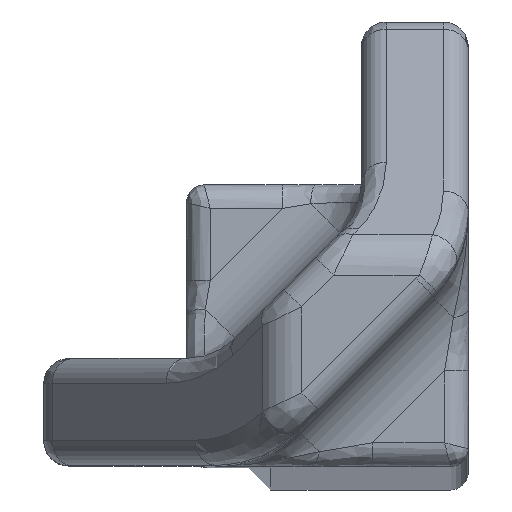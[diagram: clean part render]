
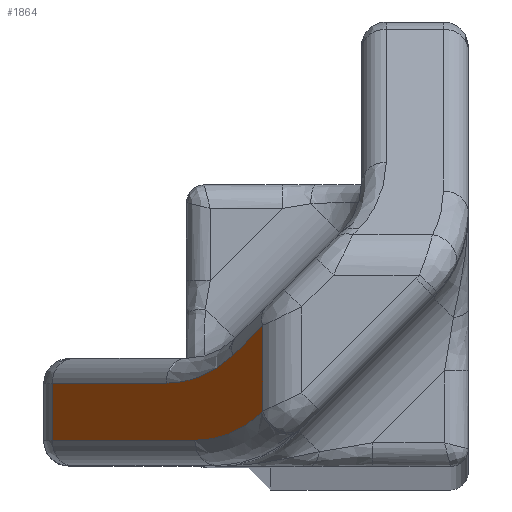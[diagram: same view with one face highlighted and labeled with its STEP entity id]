
A CAD part, top view. The second image highlights one B-rep face of the part: STEP entity #1864.
In plain terms, the highlighted planar face has unit normal (-0.819, 0, 0.574).
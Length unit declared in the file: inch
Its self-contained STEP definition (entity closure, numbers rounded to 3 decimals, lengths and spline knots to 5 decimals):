
#438=DIRECTION('',(-0.574,0.,-0.819));
#439=VECTOR('',#438,0.20905);
#440=CARTESIAN_POINT('',(-0.11136,-0.0975,2.14157));
#441=LINE('',#440,#439);
#442=DIRECTION('',(0.,1.,0.));
#443=VECTOR('',#442,0.048);
#444=CARTESIAN_POINT('',(-0.23127,-0.0975,1.97033));
#445=LINE('',#444,#443);
#446=DIRECTION('',(-0.574,0.,-0.819));
#447=VECTOR('',#446,0.16661);
#448=CARTESIAN_POINT('',(-0.1357,-0.0495,2.10681));
#449=LINE('',#448,#447);
#450=CARTESIAN_POINT('',(-0.07947,-0.02621,
2.18711));
#451=CARTESIAN_POINT('',(-0.08115,-0.02788,
2.18473));
#452=CARTESIAN_POINT('',(-0.08464,-0.03108,
2.17974));
#453=CARTESIAN_POINT('',(-0.09039,-0.03546,
2.17152));
#454=CARTESIAN_POINT('',(-0.09649,-0.03928,
2.16281));
#455=CARTESIAN_POINT('',(-0.10283,-0.0425,
2.15376));
#456=CARTESIAN_POINT('',(-0.10925,-0.04508,
2.14458));
#457=CARTESIAN_POINT('',(-0.11566,-0.04703,
2.13544));
#458=CARTESIAN_POINT('',(-0.12198,-0.04839,
2.12641));
#459=CARTESIAN_POINT('',(-0.12843,-0.04926,
2.11719));
#460=CARTESIAN_POINT('',(-0.13322,-0.0495,
2.11035));
#461=CARTESIAN_POINT('',(-0.1357,-0.0495,2.10681));
#463=DIRECTION('',(-0.498,-0.498,-0.711));
#464=VECTOR('',#463,0.05043);
#465=CARTESIAN_POINT('',(-0.05439,-0.00112,
2.22294));
#466=LINE('',#465,#464);
#467=DIRECTION('',(0.,-1.,0.));
#468=VECTOR('',#467,0.07212);
#469=CARTESIAN_POINT('',(-0.05439,-0.00112,
2.22294));
#470=LINE('',#469,#468);
#471=DIRECTION('',(-0.498,-0.498,-0.71));
#472=VECTOR('',#471,0.00224);
#473=CARTESIAN_POINT('',(-0.05439,-0.07325,
2.22294));
#474=LINE('',#473,#472);
#475=CARTESIAN_POINT('',(-0.0555,-0.07436,
2.22135));
#476=CARTESIAN_POINT('',(-0.05727,-0.07613,
2.21882));
#477=CARTESIAN_POINT('',(-0.06081,-0.07933,
2.21377));
#478=CARTESIAN_POINT('',(-0.06597,-0.08326,
2.20639));
#479=CARTESIAN_POINT('',(-0.07108,-0.08654,
2.19911));
#480=CARTESIAN_POINT('',(-0.07616,-0.0893,
2.19185));
#481=CARTESIAN_POINT('',(-0.0813,-0.09163,
2.18451));
#482=CARTESIAN_POINT('',(-0.08655,-0.09357,
2.17701));
#483=CARTESIAN_POINT('',(-0.09183,-0.09511,
2.16946));
#484=CARTESIAN_POINT('',(-0.09701,-0.09624,
2.16206));
#485=CARTESIAN_POINT('',(-0.10203,-0.097,
2.15489));
#486=CARTESIAN_POINT('',(-0.10685,-0.09742,
2.14802));
#487=CARTESIAN_POINT('',(-0.10988,-0.0975,
2.14368));
#488=CARTESIAN_POINT('',(-0.11136,-0.0975,2.14157));
#1245=CARTESIAN_POINT('',(-0.23127,-0.0975,1.97033));
#1246=VERTEX_POINT('',#1245);
#1249=CARTESIAN_POINT('',(-0.11136,-0.0975,2.14157));
#1250=VERTEX_POINT('',#1249);
#1252=VERTEX_POINT('',#475);
#1255=CARTESIAN_POINT('',(-0.05439,-0.07325,
2.22294));
#1256=VERTEX_POINT('',#1255);
#1297=CARTESIAN_POINT('',(-0.23127,-0.0495,1.97033));
#1298=VERTEX_POINT('',#1297);
#1301=CARTESIAN_POINT('',(-0.1357,-0.0495,2.10681));
#1302=VERTEX_POINT('',#1301);
#1305=VERTEX_POINT('',#450);
#1307=CARTESIAN_POINT('',(-0.05439,-0.00112,
2.22294));
#1308=VERTEX_POINT('',#1307);
#1842=CARTESIAN_POINT('',(-0.2385,-0.1185,1.96));
#1843=DIRECTION('',(0.819,0.,-0.574));
#1844=DIRECTION('',(0.574,0.,0.819));
#1845=AXIS2_PLACEMENT_3D('',#1842,#1843,#1844);
#1846=PLANE('',#1845);
#1848=ORIENTED_EDGE('',*,*,#1847,.T.);
#1850=ORIENTED_EDGE('',*,*,#1849,.T.);
#1852=ORIENTED_EDGE('',*,*,#1851,.F.);
#1853=ORIENTED_EDGE('',*,*,#1832,.F.);
#1855=ORIENTED_EDGE('',*,*,#1854,.F.);
#1857=ORIENTED_EDGE('',*,*,#1856,.T.);
#1859=ORIENTED_EDGE('',*,*,#1858,.T.);
#1861=ORIENTED_EDGE('',*,*,#1860,.T.);
#1862=EDGE_LOOP('',(#1848,#1850,#1852,#1853,#1855,#1857,#1859,#1861));
#1863=FACE_OUTER_BOUND('',#1862,.F.);
#1864=ADVANCED_FACE('',(#1863),#1846,.F.);
#462=B_SPLINE_CURVE_WITH_KNOTS('',3,(#450,#451,#452,#453,#454,#455,#456,#457,
#458,#459,#460,#461),.UNSPECIFIED.,.F.,.F.,(4,1,1,1,1,1,1,1,1,4),(0.,
0.11111,0.22222,0.33333,0.44444,
0.55556,0.66667,0.77778,0.88889,1.),
.UNSPECIFIED.);
#489=B_SPLINE_CURVE_WITH_KNOTS('',3,(#475,#476,#477,#478,#479,#480,#481,#482,
#483,#484,#485,#486,#487,#488),.UNSPECIFIED.,.F.,.F.,(4,1,1,1,1,1,1,1,1,1,1,4),(
0.,0.09091,0.18182,0.27273,0.36364,
0.45455,0.54545,0.63636,0.72727,
0.81818,0.90909,1.),.UNSPECIFIED.);
#1832=EDGE_CURVE('',#1305,#1302,#462,.T.);
#1847=EDGE_CURVE('',#1250,#1246,#441,.T.);
#1849=EDGE_CURVE('',#1246,#1298,#445,.T.);
#1851=EDGE_CURVE('',#1302,#1298,#449,.T.);
#1854=EDGE_CURVE('',#1308,#1305,#466,.T.);
#1856=EDGE_CURVE('',#1308,#1256,#470,.T.);
#1858=EDGE_CURVE('',#1256,#1252,#474,.T.);
#1860=EDGE_CURVE('',#1252,#1250,#489,.T.);
